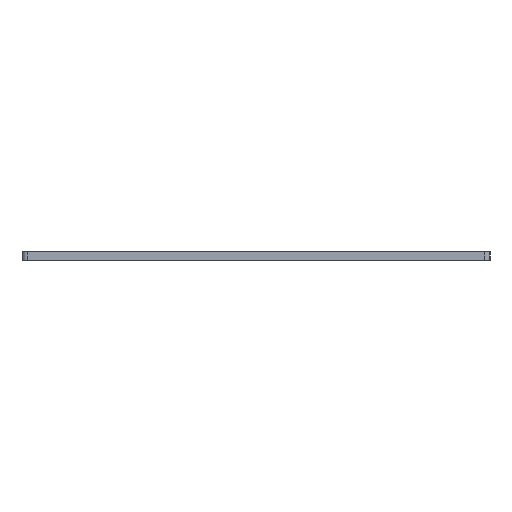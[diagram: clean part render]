
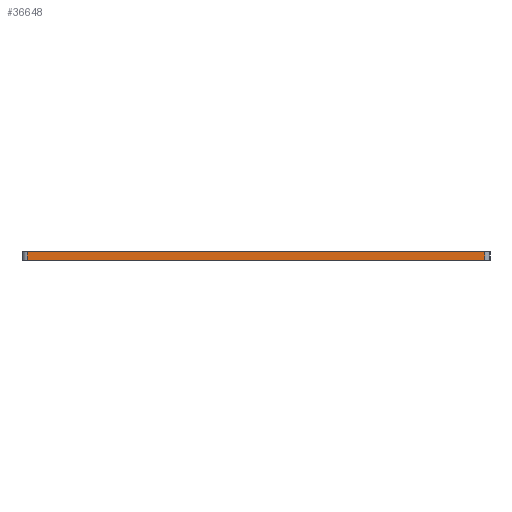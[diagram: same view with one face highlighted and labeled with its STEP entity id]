
A CAD part, left-side view. The second image highlights one B-rep face of the part: STEP entity #36648.
In plain terms, the highlighted planar face has unit normal (-1, 0, 0).
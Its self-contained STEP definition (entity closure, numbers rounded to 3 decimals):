
#55 = CYLINDRICAL_SURFACE('',#56,1.);
#56 = AXIS2_PLACEMENT_3D('',#57,#58,#59);
#57 = CARTESIAN_POINT('',(1.,-89.,0.));
#58 = DIRECTION('',(0.,0.,-1.));
#59 = DIRECTION('',(1.,0.,0.));
#83 = PLANE('',#84);
#84 = AXIS2_PLACEMENT_3D('',#85,#86,#87);
#85 = CARTESIAN_POINT('',(70.,-45.,1.6));
#86 = DIRECTION('',(0.,0.,1.));
#87 = DIRECTION('',(1.,0.,0.));
#137 = PLANE('',#138);
#138 = AXIS2_PLACEMENT_3D('',#139,#140,#141);
#139 = CARTESIAN_POINT('',(70.,-45.,0.));
#140 = DIRECTION('',(0.,0.,1.));
#141 = DIRECTION('',(1.,0.,0.));
#152 = EDGE_CURVE('',#153,#155,#157,.T.);
#153 = VERTEX_POINT('',#154);
#154 = CARTESIAN_POINT('',(0.,-89.,0.));
#155 = VERTEX_POINT('',#156);
#156 = CARTESIAN_POINT('',(0.,-89.,1.6));
#157 = SURFACE_CURVE('',#158,(#162,#169),.PCURVE_S1.);
#158 = LINE('',#159,#160);
#159 = CARTESIAN_POINT('',(0.,-89.,0.));
#160 = VECTOR('',#161,1.);
#161 = DIRECTION('',(0.,0.,1.));
#162 = PCURVE('',#55,#163);
#163 = DEFINITIONAL_REPRESENTATION('',(#164),#168);
#164 = LINE('',#165,#166);
#165 = CARTESIAN_POINT('',(-3.142,0.));
#166 = VECTOR('',#167,1.);
#167 = DIRECTION('',(0.,-1.));
#168 = ( GEOMETRIC_REPRESENTATION_CONTEXT(2) 
PARAMETRIC_REPRESENTATION_CONTEXT() REPRESENTATION_CONTEXT('2D SPACE',''
  ) );
#169 = PCURVE('',#170,#175);
#170 = PLANE('',#171);
#171 = AXIS2_PLACEMENT_3D('',#172,#173,#174);
#172 = CARTESIAN_POINT('',(0.,-1.,0.));
#173 = DIRECTION('',(1.,0.,0.));
#174 = DIRECTION('',(0.,-1.,0.));
#175 = DEFINITIONAL_REPRESENTATION('',(#176),#180);
#176 = LINE('',#177,#178);
#177 = CARTESIAN_POINT('',(88.,0.));
#178 = VECTOR('',#179,1.);
#179 = DIRECTION('',(0.,-1.));
#180 = ( GEOMETRIC_REPRESENTATION_CONTEXT(2) 
PARAMETRIC_REPRESENTATION_CONTEXT() REPRESENTATION_CONTEXT('2D SPACE',''
  ) );
#391 = VERTEX_POINT('',#392);
#392 = CARTESIAN_POINT('',(0.,-1.,0.));
#407 = CYLINDRICAL_SURFACE('',#408,1.);
#408 = AXIS2_PLACEMENT_3D('',#409,#410,#411);
#409 = CARTESIAN_POINT('',(1.,-1.,0.));
#410 = DIRECTION('',(0.,0.,-1.));
#411 = DIRECTION('',(1.,0.,0.));
#419 = EDGE_CURVE('',#391,#153,#420,.T.);
#420 = SURFACE_CURVE('',#421,(#425,#432),.PCURVE_S1.);
#421 = LINE('',#422,#423);
#422 = CARTESIAN_POINT('',(0.,-1.,0.));
#423 = VECTOR('',#424,1.);
#424 = DIRECTION('',(0.,-1.,0.));
#425 = PCURVE('',#137,#426);
#426 = DEFINITIONAL_REPRESENTATION('',(#427),#431);
#427 = LINE('',#428,#429);
#428 = CARTESIAN_POINT('',(-70.,44.));
#429 = VECTOR('',#430,1.);
#430 = DIRECTION('',(0.,-1.));
#431 = ( GEOMETRIC_REPRESENTATION_CONTEXT(2) 
PARAMETRIC_REPRESENTATION_CONTEXT() REPRESENTATION_CONTEXT('2D SPACE',''
  ) );
#432 = PCURVE('',#170,#433);
#433 = DEFINITIONAL_REPRESENTATION('',(#434),#438);
#434 = LINE('',#435,#436);
#435 = CARTESIAN_POINT('',(0.,0.));
#436 = VECTOR('',#437,1.);
#437 = DIRECTION('',(1.,0.));
#438 = ( GEOMETRIC_REPRESENTATION_CONTEXT(2) 
PARAMETRIC_REPRESENTATION_CONTEXT() REPRESENTATION_CONTEXT('2D SPACE',''
  ) );
#20198 = VERTEX_POINT('',#20199);
#20199 = CARTESIAN_POINT('',(0.,-1.,1.6));
#20221 = EDGE_CURVE('',#20198,#155,#20222,.T.);
#20222 = SURFACE_CURVE('',#20223,(#20227,#20234),.PCURVE_S1.);
#20223 = LINE('',#20224,#20225);
#20224 = CARTESIAN_POINT('',(0.,-1.,1.6));
#20225 = VECTOR('',#20226,1.);
#20226 = DIRECTION('',(0.,-1.,0.));
#20227 = PCURVE('',#83,#20228);
#20228 = DEFINITIONAL_REPRESENTATION('',(#20229),#20233);
#20229 = LINE('',#20230,#20231);
#20230 = CARTESIAN_POINT('',(-70.,44.));
#20231 = VECTOR('',#20232,1.);
#20232 = DIRECTION('',(0.,-1.));
#20233 = ( GEOMETRIC_REPRESENTATION_CONTEXT(2) 
PARAMETRIC_REPRESENTATION_CONTEXT() REPRESENTATION_CONTEXT('2D SPACE',''
  ) );
#20234 = PCURVE('',#170,#20235);
#20235 = DEFINITIONAL_REPRESENTATION('',(#20236),#20240);
#20236 = LINE('',#20237,#20238);
#20237 = CARTESIAN_POINT('',(0.,-1.6));
#20238 = VECTOR('',#20239,1.);
#20239 = DIRECTION('',(1.,0.));
#20240 = ( GEOMETRIC_REPRESENTATION_CONTEXT(2) 
PARAMETRIC_REPRESENTATION_CONTEXT() REPRESENTATION_CONTEXT('2D SPACE',''
  ) );
#36648 = ADVANCED_FACE('',(#36649),#170,.F.);
#36649 = FACE_BOUND('',#36650,.F.);
#36650 = EDGE_LOOP('',(#36651,#36672,#36673,#36674));
#36651 = ORIENTED_EDGE('',*,*,#36652,.T.);
#36652 = EDGE_CURVE('',#391,#20198,#36653,.T.);
#36653 = SURFACE_CURVE('',#36654,(#36658,#36665),.PCURVE_S1.);
#36654 = LINE('',#36655,#36656);
#36655 = CARTESIAN_POINT('',(0.,-1.,0.));
#36656 = VECTOR('',#36657,1.);
#36657 = DIRECTION('',(0.,0.,1.));
#36658 = PCURVE('',#170,#36659);
#36659 = DEFINITIONAL_REPRESENTATION('',(#36660),#36664);
#36660 = LINE('',#36661,#36662);
#36661 = CARTESIAN_POINT('',(0.,0.));
#36662 = VECTOR('',#36663,1.);
#36663 = DIRECTION('',(0.,-1.));
#36664 = ( GEOMETRIC_REPRESENTATION_CONTEXT(2) 
PARAMETRIC_REPRESENTATION_CONTEXT() REPRESENTATION_CONTEXT('2D SPACE',''
  ) );
#36665 = PCURVE('',#407,#36666);
#36666 = DEFINITIONAL_REPRESENTATION('',(#36667),#36671);
#36667 = LINE('',#36668,#36669);
#36668 = CARTESIAN_POINT('',(-3.142,0.));
#36669 = VECTOR('',#36670,1.);
#36670 = DIRECTION('',(0.,-1.));
#36671 = ( GEOMETRIC_REPRESENTATION_CONTEXT(2) 
PARAMETRIC_REPRESENTATION_CONTEXT() REPRESENTATION_CONTEXT('2D SPACE',''
  ) );
#36672 = ORIENTED_EDGE('',*,*,#20221,.T.);
#36673 = ORIENTED_EDGE('',*,*,#152,.F.);
#36674 = ORIENTED_EDGE('',*,*,#419,.F.);
